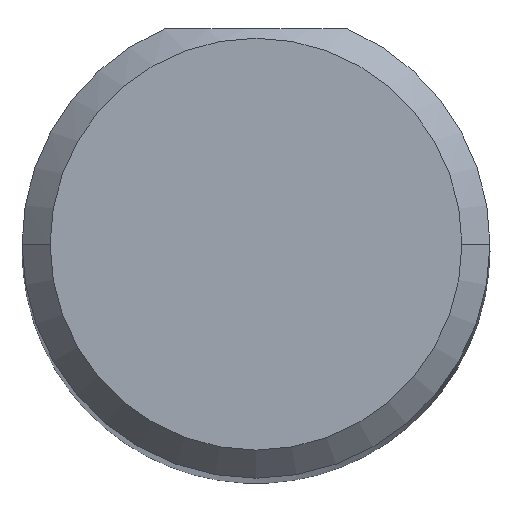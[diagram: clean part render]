
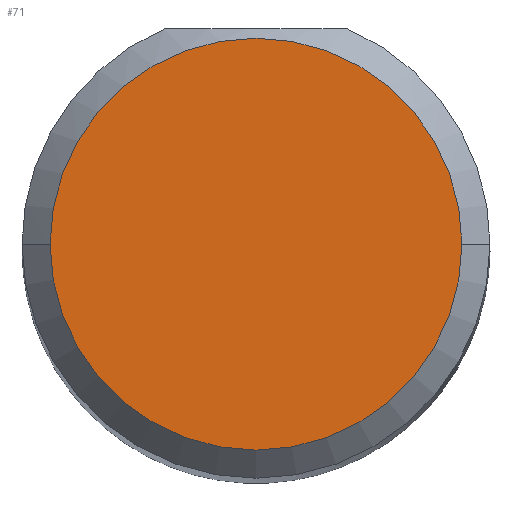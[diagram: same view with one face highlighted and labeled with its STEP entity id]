
A CAD part, top view. The second image highlights one B-rep face of the part: STEP entity #71.
In plain terms, the highlighted planar face has unit normal (0, 0, 1).
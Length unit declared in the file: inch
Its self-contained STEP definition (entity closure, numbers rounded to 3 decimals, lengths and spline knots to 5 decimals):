
#8 = CARTESIAN_POINT ( 'NONE',  ( 0., 0., 2.5 ) ) ;
#45 = PLANE ( 'NONE',  #272 ) ;
#52 = VERTEX_POINT ( 'NONE', #94 ) ;
#60 = VERTEX_POINT ( 'NONE', #104 ) ;
#71 = ADVANCED_FACE ( 'NONE', ( #544 ), #45, .T. ) ;
#94 = CARTESIAN_POINT ( 'NONE',  ( -0.11, 0., 2.5 ) ) ;
#99 = CIRCLE ( 'NONE', #380, 0.11 ) ;
#104 = CARTESIAN_POINT ( 'NONE',  ( 0.11, 0., 2.5 ) ) ;
#131 = CARTESIAN_POINT ( 'NONE',  ( 0., 0., 2.5 ) ) ;
#146 = ORIENTED_EDGE ( 'NONE', *, *, #350, .T. ) ;
#182 = DIRECTION ( 'NONE',  ( 1., 0., 0. ) ) ;
#272 = AXIS2_PLACEMENT_3D ( 'NONE', #8, #404, #182 ) ;
#305 = DIRECTION ( 'NONE',  ( 0., 0., 1. ) ) ;
#332 = EDGE_CURVE ( 'NONE', #52, #60, #99, .T. ) ;
#345 = CIRCLE ( 'NONE', #437, 0.11 ) ;
#350 = EDGE_CURVE ( 'NONE', #60, #52, #345, .T. ) ;
#370 = EDGE_LOOP ( 'NONE', ( #443, #146 ) ) ;
#380 = AXIS2_PLACEMENT_3D ( 'NONE', #131, #568, #485 ) ;
#395 = CARTESIAN_POINT ( 'NONE',  ( 0., 0., 2.5 ) ) ;
#404 = DIRECTION ( 'NONE',  ( 0., 0., 1. ) ) ;
#437 = AXIS2_PLACEMENT_3D ( 'NONE', #395, #305, #522 ) ;
#443 = ORIENTED_EDGE ( 'NONE', *, *, #332, .T. ) ;
#485 = DIRECTION ( 'NONE',  ( 1., 0., 0. ) ) ;
#522 = DIRECTION ( 'NONE',  ( 1., 0., 0. ) ) ;
#544 = FACE_OUTER_BOUND ( 'NONE', #370, .T. ) ;
#568 = DIRECTION ( 'NONE',  ( 0., 0., 1. ) ) ;
